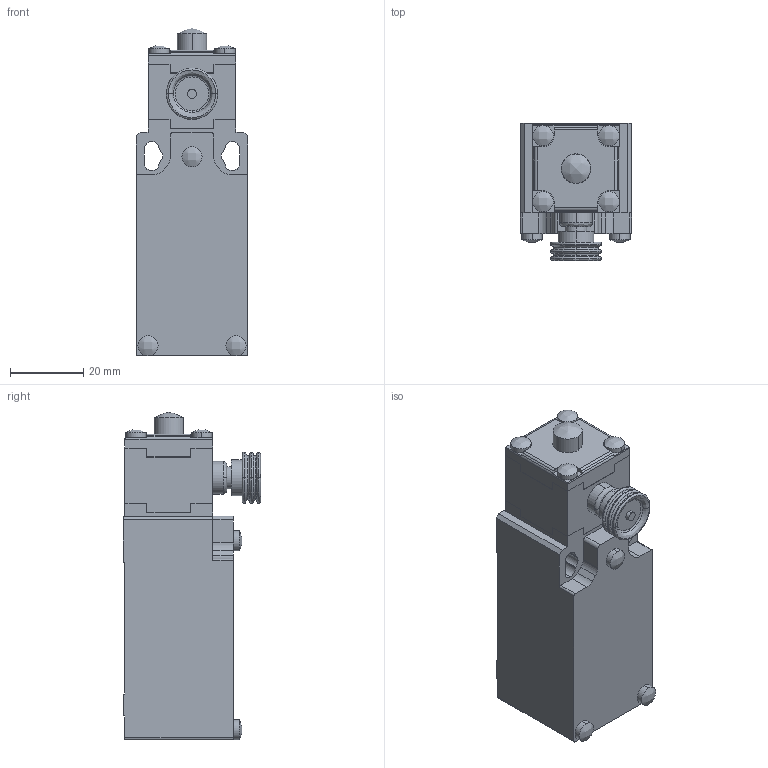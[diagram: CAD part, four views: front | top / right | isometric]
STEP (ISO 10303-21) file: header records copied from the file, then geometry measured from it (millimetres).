
FILE_DESCRIPTION (( 'STEP AP214' ), '1' );
FILE_NAME ('AP2R11W02.step', '2017-12-19T21:36:01', ( '' ), ( '' ), 'SwSTEP 2.0', 'SolidWorks 2017', '' );
FILE_SCHEMA (( 'AUTOMOTIVE_DESIGN' ));
Length unit declared in the file: inch
Products named in the file (1): AP2R11W02
Bounding box: 30.3 x 37.45 x 89.4 mm (x, y, z)
Volume: 64848.3 mm3; surface area: 16671.6 mm2
Topology: 4 solids, 4 shells, 230 faces, 619 edges, 405 vertices
Faces by surface type: plane 116, cylinder 78, bspline 24, torus 10, cone 2
Entity records: 7687 total; most frequent: CARTESIAN_POINT 1804, DIRECTION 1226, ORIENTED_EDGE 1222, EDGE_CURVE 611, AXIS2_PLACEMENT_3D 429, VERTEX_POINT 401, LINE 368, VECTOR 368
